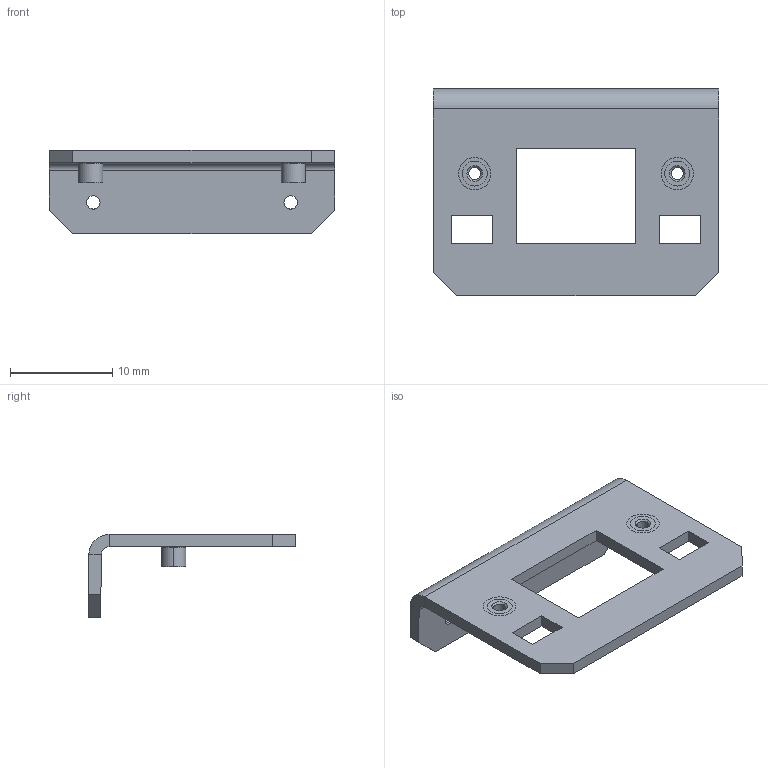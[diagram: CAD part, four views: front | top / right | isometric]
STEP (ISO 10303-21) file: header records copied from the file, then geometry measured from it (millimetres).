
FILE_DESCRIPTION (( 'STEP AP214' ), '1' );
FILE_NAME ('FD_1842307-C_Bracket.STEP', '2020-11-23T20:08:48', ( '' ), ( '' ), 'SwSTEP 2.0', 'SolidWorks 2019', '' );
FILE_SCHEMA (( 'AUTOMOTIVE_DESIGN' ));
Length unit declared in the file: inch
Products named in the file (3): STANDOFF_PEM_MSO4-080-4; FD_1842307-C_Bracket
Assembly tree (3 placements, depth 2):
  FD_1842307-C_Bracket
    FD_1842307-C_Bracket
    STANDOFF_PEM_MSO4-080-4  x2
Bounding box: 27.94 x 20.3 x 8.14 mm (x, y, z)
Volume: 740.6 mm3; surface area: 1520 mm2
Topology: 3 solids, 3 shells, 78 faces, 180 edges, 112 vertices
Faces by surface type: plane 36, cylinder 30, cone 8, bspline 4
Entity records: 1868 total; most frequent: CARTESIAN_POINT 322, DIRECTION 310, ORIENTED_EDGE 280, EDGE_CURVE 140, AXIS2_PLACEMENT_3D 108, VECTOR 94, LINE 94, VERTEX_POINT 88
